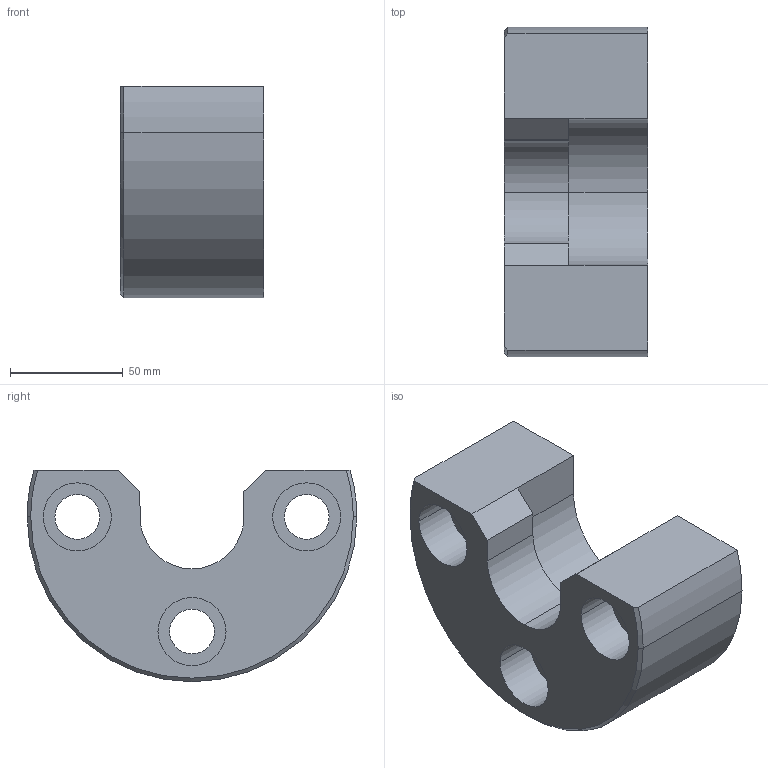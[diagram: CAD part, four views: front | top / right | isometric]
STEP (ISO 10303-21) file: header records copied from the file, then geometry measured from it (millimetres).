
FILE_DESCRIPTION((''),'2;1');
FILE_NAME('E175','2000-06-30T11:37:44',(''),(''),'AutoCAD STEP 2000','AutoCAD 2000',', , ');
FILE_SCHEMA(('CONFIG_CONTROL_DESIGN'));
Length unit declared in the file: inch
Bounding box: 63.5 x 146.05 x 93.66 mm (x, y, z)
Volume: 479936.9 mm3; surface area: 61032.4 mm2
Topology: 1 solids, 1 shells, 38 faces, 95 edges, 62 vertices
Faces by surface type: cylinder 19, plane 16, cone 3
Entity records: 1257 total; most frequent: DIRECTION 212, CARTESIAN_POINT 200, ORIENTED_EDGE 190, EDGE_CURVE 95, AXIS2_PLACEMENT_3D 80, VERTEX_POINT 62, VECTOR 52, LINE 52
